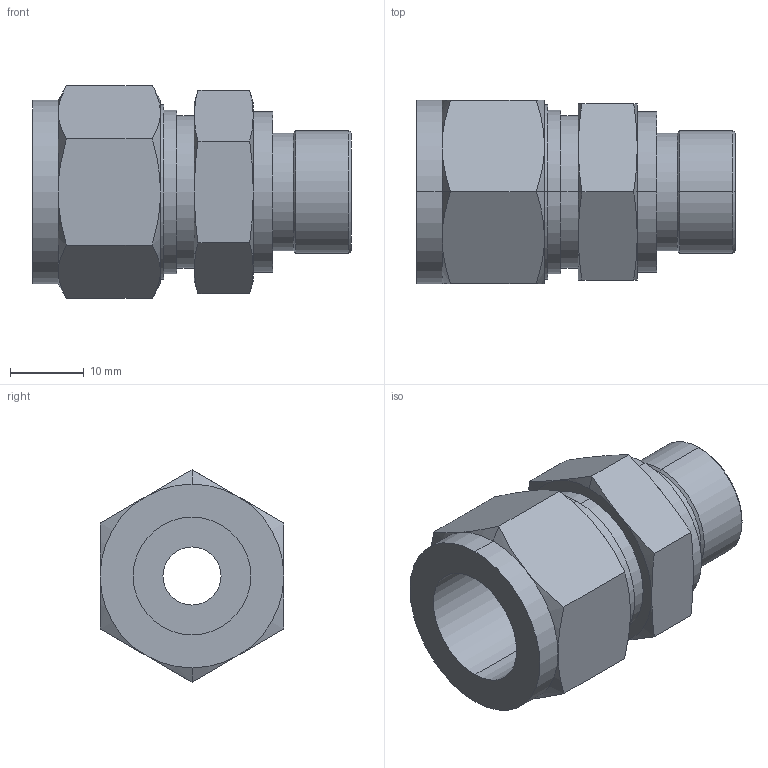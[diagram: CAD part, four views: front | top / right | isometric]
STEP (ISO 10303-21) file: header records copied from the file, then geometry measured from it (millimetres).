
FILE_DESCRIPTION (( 'STEP AP203' ), '1' );
FILE_NAME ('RizurLok-P-16(O)-3.8G(Pm).STEP', '2022-03-14T10:56:15', ( '' ), ( '' ), 'SwSTEP 2.0', 'SolidWorks 2020', '' );
FILE_SCHEMA (( 'CONFIG_CONTROL_DESIGN' ));
Length unit declared in the file: millimetre
Products named in the file (2): RizurLok-P-16(O)-3.8G(Pm)
Assembly tree (1 placements, depth 2):
  RizurLok-P-16(O)-3.8G(Pm)
    RizurLok-P-16(O)-3.8G(Pm)
Bounding box: 43.38 x 25 x 28.87 mm (x, y, z)
Volume: 12316.9 mm3; surface area: 6176 mm2
Topology: 1 solids, 1 shells, 211 faces, 534 edges, 343 vertices
Faces by surface type: plane 84, bspline 75, cone 36, cylinder 16
Full cylindrical faces by diameter (mm): 7.9 x1, 16 x1
Entity records: 9425 total; most frequent: CARTESIAN_POINT 4725, ORIENTED_EDGE 1064, DIRECTION 679, EDGE_CURVE 532, VERTEX_POINT 343, LINE 269, VECTOR 269, EDGE_LOOP 233
